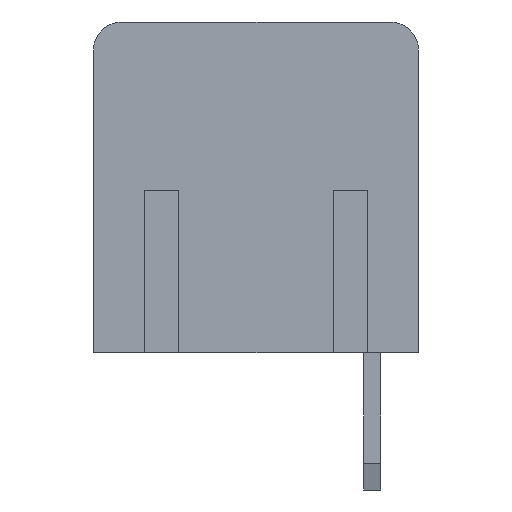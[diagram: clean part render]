
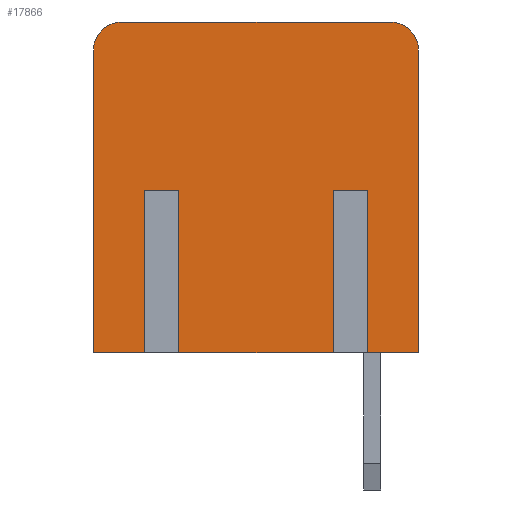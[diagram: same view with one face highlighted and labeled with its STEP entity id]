
A CAD part, left-side view. The second image highlights one B-rep face of the part: STEP entity #17866.
In plain terms, the highlighted planar face has unit normal (-1, 0, 0).
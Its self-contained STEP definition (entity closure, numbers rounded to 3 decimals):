
#914=PLANE('',#18791);
#1735=LINE('',#23825,#3073);
#1743=LINE('',#23841,#3081);
#1751=LINE('',#23857,#3089);
#1958=LINE('',#24288,#3296);
#1959=LINE('',#24290,#3297);
#1964=LINE('',#24301,#3302);
#1980=LINE('',#24334,#3318);
#1981=LINE('',#24336,#3319);
#1982=LINE('',#24338,#3320);
#1983=LINE('',#24341,#3321);
#1984=LINE('',#24343,#3322);
#1985=LINE('',#24345,#3323);
#3073=VECTOR('',#20306,1000.);
#3081=VECTOR('',#20314,1000.);
#3089=VECTOR('',#20322,1000.);
#3296=VECTOR('',#20603,1000.);
#3297=VECTOR('',#20606,1000.);
#3302=VECTOR('',#20613,1000.);
#3318=VECTOR('',#20645,1000.);
#3319=VECTOR('',#20646,1000.);
#3320=VECTOR('',#20647,1000.);
#3321=VECTOR('',#20652,1000.);
#3322=VECTOR('',#20653,1000.);
#3323=VECTOR('',#20654,1000.);
#5064=ORIENTED_EDGE('',*,*,#8986,.F.);
#5065=ORIENTED_EDGE('',*,*,#8987,.T.);
#5066=ORIENTED_EDGE('',*,*,#8988,.T.);
#5067=ORIENTED_EDGE('',*,*,#8741,.F.);
#5068=ORIENTED_EDGE('',*,*,#8964,.F.);
#5069=ORIENTED_EDGE('',*,*,#8989,.T.);
#5070=ORIENTED_EDGE('',*,*,#8970,.T.);
#5071=ORIENTED_EDGE('',*,*,#8990,.T.);
#5072=ORIENTED_EDGE('',*,*,#8965,.T.);
#5073=ORIENTED_EDGE('',*,*,#8757,.F.);
#5074=ORIENTED_EDGE('',*,*,#8991,.F.);
#5075=ORIENTED_EDGE('',*,*,#8992,.T.);
#5076=ORIENTED_EDGE('',*,*,#8993,.T.);
#5077=ORIENTED_EDGE('',*,*,#8749,.F.);
#8741=EDGE_CURVE('',#10774,#10775,#1735,.T.);
#8749=EDGE_CURVE('',#10782,#10783,#1743,.T.);
#8757=EDGE_CURVE('',#10790,#10791,#1751,.T.);
#8964=EDGE_CURVE('',#10977,#10774,#1958,.T.);
#8965=EDGE_CURVE('',#10978,#10791,#1959,.T.);
#8970=EDGE_CURVE('',#10983,#10982,#1964,.T.);
#8986=EDGE_CURVE('',#10992,#10782,#1980,.T.);
#8987=EDGE_CURVE('',#10992,#10993,#1981,.T.);
#8988=EDGE_CURVE('',#10993,#10775,#1982,.T.);
#8989=EDGE_CURVE('',#10977,#10983,#11906,.T.);
#8990=EDGE_CURVE('',#10982,#10978,#11907,.T.);
#8991=EDGE_CURVE('',#10994,#10790,#1983,.T.);
#8992=EDGE_CURVE('',#10994,#10995,#1984,.T.);
#8993=EDGE_CURVE('',#10995,#10783,#1985,.T.);
#10774=VERTEX_POINT('',#23824);
#10775=VERTEX_POINT('',#23826);
#10782=VERTEX_POINT('',#23840);
#10783=VERTEX_POINT('',#23842);
#10790=VERTEX_POINT('',#23856);
#10791=VERTEX_POINT('',#23858);
#10977=VERTEX_POINT('',#24287);
#10978=VERTEX_POINT('',#24291);
#10982=VERTEX_POINT('',#24300);
#10983=VERTEX_POINT('',#24302);
#10992=VERTEX_POINT('',#24335);
#10993=VERTEX_POINT('',#24337);
#10994=VERTEX_POINT('',#24342);
#10995=VERTEX_POINT('',#24344);
#11906=CIRCLE('',#18792,1.041);
#11907=CIRCLE('',#18793,1.041);
#12281=EDGE_LOOP('',(#5064,#5065,#5066,#5067,#5068,#5069,#5070,#5071,#5072,
#5073,#5074,#5075,#5076,#5077));
#13189=FACE_BOUND('',#12281,.T.);
#17866=ADVANCED_FACE('',(#13189),#914,.T.);
#18791=AXIS2_PLACEMENT_3D('',#24333,#20643,#20644);
#18792=AXIS2_PLACEMENT_3D('',#24339,#20648,#20649);
#18793=AXIS2_PLACEMENT_3D('',#24340,#20650,#20651);
#20306=DIRECTION('',(0.,1.,0.));
#20314=DIRECTION('',(0.,1.,0.));
#20322=DIRECTION('',(0.,1.,0.));
#20603=DIRECTION('',(0.,0.,-1.));
#20606=DIRECTION('',(0.,0.,-1.));
#20613=DIRECTION('',(0.,1.,0.));
#20643=DIRECTION('',(-1.,0.,0.));
#20644=DIRECTION('',(0.,0.,1.));
#20645=DIRECTION('',(0.,0.,-1.));
#20646=DIRECTION('',(0.,-1.,0.));
#20647=DIRECTION('',(0.,0.,-1.));
#20648=DIRECTION('',(-1.,0.,0.));
#20649=DIRECTION('',(0.,0.,1.));
#20650=DIRECTION('',(-1.,0.,0.));
#20651=DIRECTION('',(0.,0.,1.));
#20652=DIRECTION('',(0.,0.,-1.));
#20653=DIRECTION('',(0.,-1.,0.));
#20654=DIRECTION('',(0.,0.,-1.));
#23824=CARTESIAN_POINT('',(-37.96,-1.714,0.));
#23825=CARTESIAN_POINT('',(-37.96,-1.714,0.));
#23826=CARTESIAN_POINT('',(-37.96,0.597,0.));
#23840=CARTESIAN_POINT('',(-37.96,0.991,0.));
#23841=CARTESIAN_POINT('',(-37.96,-1.714,0.));
#23842=CARTESIAN_POINT('',(-37.96,7.595,0.));
#23856=CARTESIAN_POINT('',(-37.96,7.988,0.));
#23857=CARTESIAN_POINT('',(-37.96,-1.714,0.));
#23858=CARTESIAN_POINT('',(-37.96,10.3,0.));
#24287=CARTESIAN_POINT('',(-37.96,-1.714,11.176));
#24288=CARTESIAN_POINT('',(-37.96,-1.714,12.217));
#24290=CARTESIAN_POINT('',(-37.96,10.3,12.217));
#24291=CARTESIAN_POINT('',(-37.96,10.3,11.176));
#24300=CARTESIAN_POINT('',(-37.96,9.258,12.217));
#24301=CARTESIAN_POINT('',(-37.96,-1.714,12.217));
#24302=CARTESIAN_POINT('',(-37.96,-0.673,12.217));
#24333=CARTESIAN_POINT('',(-37.96,-1.714,12.217));
#24334=CARTESIAN_POINT('',(-37.96,0.991,5.994));
#24335=CARTESIAN_POINT('',(-37.96,0.991,5.994));
#24336=CARTESIAN_POINT('',(-37.96,0.991,5.994));
#24337=CARTESIAN_POINT('',(-37.96,0.597,5.994));
#24338=CARTESIAN_POINT('',(-37.96,0.597,5.994));
#24339=CARTESIAN_POINT('',(-37.96,-0.673,11.176));
#24340=CARTESIAN_POINT('',(-37.96,9.258,11.176));
#24341=CARTESIAN_POINT('',(-37.96,7.988,5.994));
#24342=CARTESIAN_POINT('',(-37.96,7.988,5.994));
#24343=CARTESIAN_POINT('',(-37.96,7.988,5.994));
#24344=CARTESIAN_POINT('',(-37.96,7.595,5.994));
#24345=CARTESIAN_POINT('',(-37.96,7.595,5.994));
